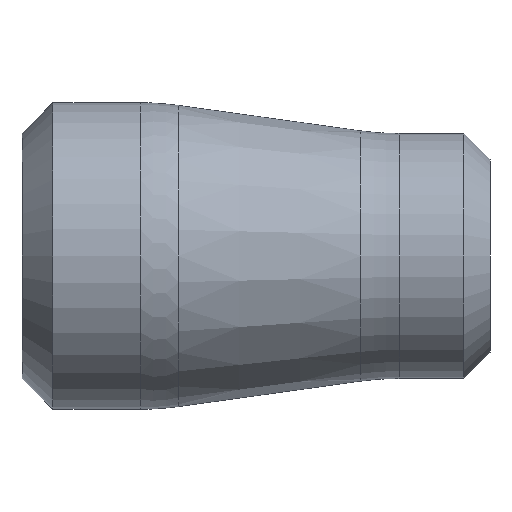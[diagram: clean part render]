
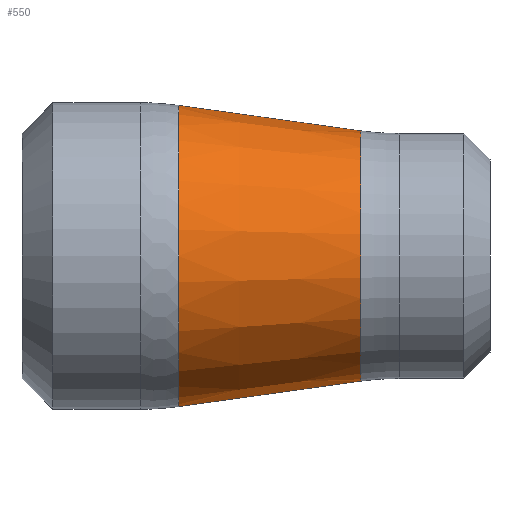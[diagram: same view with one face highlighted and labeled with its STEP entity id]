
A CAD part, front view. The second image highlights one B-rep face of the part: STEP entity #550.
In plain terms, the highlighted conical face has half-angle 7.946 degrees and reference radius 13.638 mm.
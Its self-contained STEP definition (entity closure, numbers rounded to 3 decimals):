
#15 = CARTESIAN_POINT ( 'NONE',  ( 36.936, 0., 0. ) ) ;
#21 = CARTESIAN_POINT ( 'NONE',  ( 36.936, 0., 0. ) ) ;
#39 = DIRECTION ( 'NONE',  ( 0., 0., 1. ) ) ;
#50 = AXIS2_PLACEMENT_3D ( 'NONE', #15, #199, #429 ) ;
#79 = LINE ( 'NONE', #434, #530 ) ;
#99 = DIRECTION ( 'NONE',  ( -0.99, 0., 0.138 ) ) ;
#100 = CARTESIAN_POINT ( 'NONE',  ( 36.936, 0., -13.638 ) ) ;
#107 = CONICAL_SURFACE ( 'NONE', #535, 13.638, 0.139 ) ;
#113 = ORIENTED_EDGE ( 'NONE', *, *, #215, .T. ) ;
#127 = ORIENTED_EDGE ( 'NONE', *, *, #338, .F. ) ;
#151 = LINE ( 'NONE', #736, #219 ) ;
#158 = VERTEX_POINT ( 'NONE', #703 ) ;
#166 = AXIS2_PLACEMENT_3D ( 'NONE', #616, #718, #39 ) ;
#174 = EDGE_LOOP ( 'NONE', ( #211, #113, #449, #127 ) ) ;
#199 = DIRECTION ( 'NONE',  ( -1., 0., 0. ) ) ;
#211 = ORIENTED_EDGE ( 'NONE', *, *, #238, .F. ) ;
#212 = VERTEX_POINT ( 'NONE', #245 ) ;
#215 = EDGE_CURVE ( 'NONE', #706, #158, #380, .T. ) ;
#219 = VECTOR ( 'NONE', #618, 1000. ) ;
#238 = EDGE_CURVE ( 'NONE', #706, #212, #151, .T. ) ;
#241 = EDGE_CURVE ( 'NONE', #158, #502, #79, .T. ) ;
#245 = CARTESIAN_POINT ( 'NONE',  ( 17.064, 0., -16.412 ) ) ;
#254 = DIRECTION ( 'NONE',  ( -1., 0., 0. ) ) ;
#338 = EDGE_CURVE ( 'NONE', #212, #502, #686, .T. ) ;
#380 = CIRCLE ( 'NONE', #50, 13.638 ) ;
#393 = FACE_OUTER_BOUND ( 'NONE', #174, .T. ) ;
#429 = DIRECTION ( 'NONE',  ( 0., 0., 1. ) ) ;
#430 = DIRECTION ( 'NONE',  ( 0., 0., 1. ) ) ;
#434 = CARTESIAN_POINT ( 'NONE',  ( 36.936, 0., 13.638 ) ) ;
#449 = ORIENTED_EDGE ( 'NONE', *, *, #241, .T. ) ;
#460 = CARTESIAN_POINT ( 'NONE',  ( 17.064, 0., 16.412 ) ) ;
#502 = VERTEX_POINT ( 'NONE', #460 ) ;
#530 = VECTOR ( 'NONE', #99, 1000. ) ;
#535 = AXIS2_PLACEMENT_3D ( 'NONE', #21, #254, #430 ) ;
#550 = ADVANCED_FACE ( 'NONE', ( #393 ), #107, .T. ) ;
#616 = CARTESIAN_POINT ( 'NONE',  ( 17.064, 0., 0. ) ) ;
#618 = DIRECTION ( 'NONE',  ( -0.99, 0., -0.138 ) ) ;
#686 = CIRCLE ( 'NONE', #166, 16.412 ) ;
#703 = CARTESIAN_POINT ( 'NONE',  ( 36.936, 0., 13.638 ) ) ;
#706 = VERTEX_POINT ( 'NONE', #100 ) ;
#718 = DIRECTION ( 'NONE',  ( -1., 0., 0. ) ) ;
#736 = CARTESIAN_POINT ( 'NONE',  ( 36.936, 0., -13.638 ) ) ;
